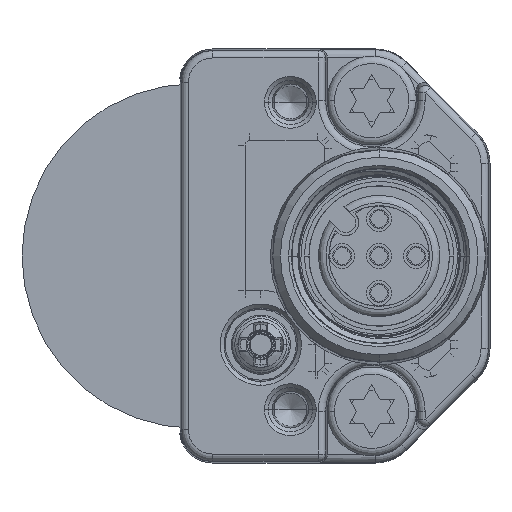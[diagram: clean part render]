
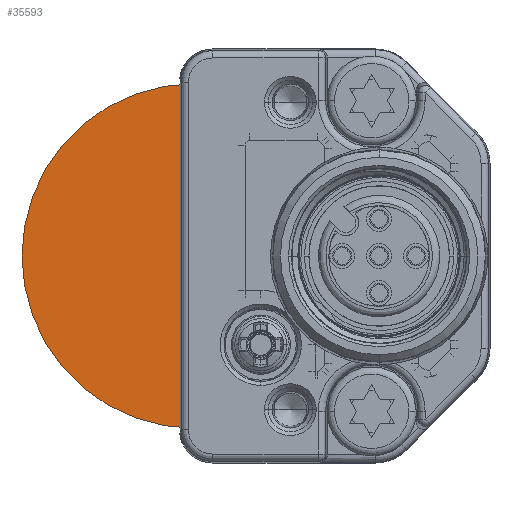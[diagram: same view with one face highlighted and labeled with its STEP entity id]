
A CAD part, left-side view. The second image highlights one B-rep face of the part: STEP entity #35593.
In plain terms, the highlighted face is planar.
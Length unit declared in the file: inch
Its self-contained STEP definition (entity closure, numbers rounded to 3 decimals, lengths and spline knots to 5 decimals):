
#35512=DIRECTION('',(1.,0.,0.));
#35513=VECTOR('',#35512,23.3);
#35514=CARTESIAN_POINT('',(-11.65,0.,0.));
#35515=LINE('',#35514,#35513);
#35516=DIRECTION('',(0.,1.,0.));
#35517=VECTOR('',#35516,1.5);
#35518=CARTESIAN_POINT('',(11.65,0.,0.));
#35519=LINE('',#35518,#35517);
#35520=CARTESIAN_POINT('',(0.,1.5,0.));
#35521=DIRECTION('',(0.,0.,1.));
#35522=DIRECTION('',(1.,0.,0.));
#35523=AXIS2_PLACEMENT_3D('',#35520,#35521,#35522);
#35525=DIRECTION('',(0.,-1.,0.));
#35526=VECTOR('',#35525,1.5);
#35527=CARTESIAN_POINT('',(-11.65,1.5,0.));
#35528=LINE('',#35527,#35526);
#35562=CARTESIAN_POINT('',(-11.65,0.,0.));
#35563=CARTESIAN_POINT('',(11.65,0.,0.));
#35564=VERTEX_POINT('',#35562);
#35565=VERTEX_POINT('',#35563);
#35566=CARTESIAN_POINT('',(11.65,1.5,0.));
#35567=VERTEX_POINT('',#35566);
#35568=CARTESIAN_POINT('',(-11.65,1.5,0.));
#35569=VERTEX_POINT('',#35568);
#35578=CARTESIAN_POINT('',(0.,0.,0.));
#35579=DIRECTION('',(0.,0.,1.));
#35580=DIRECTION('',(1.,0.,0.));
#35581=AXIS2_PLACEMENT_3D('',#35578,#35579,#35580);
#35582=PLANE('',#35581);
#35584=ORIENTED_EDGE('',*,*,#35583,.T.);
#35586=ORIENTED_EDGE('',*,*,#35585,.T.);
#35588=ORIENTED_EDGE('',*,*,#35587,.T.);
#35590=ORIENTED_EDGE('',*,*,#35589,.T.);
#35591=EDGE_LOOP('',(#35584,#35586,#35588,#35590));
#35592=FACE_OUTER_BOUND('',#35591,.F.);
#35593=ADVANCED_FACE('',(#35592),#35582,.F.);
#35524=CIRCLE('',#35523,11.65);
#35583=EDGE_CURVE('',#35564,#35565,#35515,.T.);
#35585=EDGE_CURVE('',#35565,#35567,#35519,.T.);
#35587=EDGE_CURVE('',#35567,#35569,#35524,.T.);
#35589=EDGE_CURVE('',#35569,#35564,#35528,.T.);
